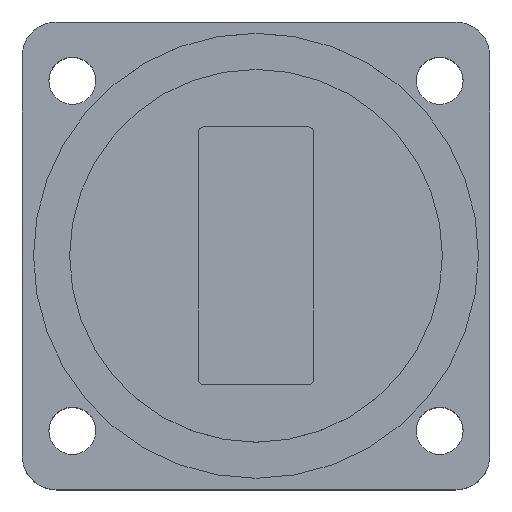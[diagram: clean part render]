
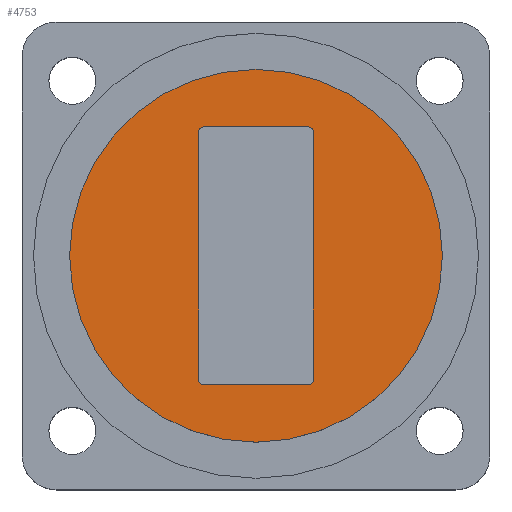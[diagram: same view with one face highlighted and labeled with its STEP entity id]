
A CAD part, top view. The second image highlights one B-rep face of the part: STEP entity #4753.
In plain terms, the highlighted planar face has unit normal (0, 0, 1).
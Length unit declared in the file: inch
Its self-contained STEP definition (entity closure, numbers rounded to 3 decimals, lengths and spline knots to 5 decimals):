
#9 = FACE_OUTER_BOUND ( 'NONE', #2064, .T. ) ;
#28 = ORIENTED_EDGE ( 'NONE', *, *, #3824, .T. ) ;
#42 = VERTEX_POINT ( 'NONE', #1945 ) ;
#173 = CARTESIAN_POINT ( 'NONE',  ( -0.2, 0.43031, 0.3937 ) ) ;
#224 = CARTESIAN_POINT ( 'NONE',  ( -0.18031, -0.43031, 0.3937 ) ) ;
#265 = CIRCLE ( 'NONE', #4325, 0.01969 ) ;
#412 = VERTEX_POINT ( 'NONE', #3876 ) ;
#431 = DIRECTION ( 'NONE',  ( 0., -1., 0. ) ) ;
#613 = DIRECTION ( 'NONE',  ( -1., 0., 0. ) ) ;
#659 = CARTESIAN_POINT ( 'NONE',  ( -0.2, -0.45, 0.3937 ) ) ;
#719 = EDGE_CURVE ( 'NONE', #4468, #3183, #3741, .T. ) ;
#722 = CARTESIAN_POINT ( 'NONE',  ( 0.18031, -0.43031, 0.3937 ) ) ;
#812 = EDGE_LOOP ( 'NONE', ( #2662, #28, #3649, #3640, #4095, #2219, #2023, #1488 ) ) ;
#909 = VECTOR ( 'NONE', #1537, 39.37008 ) ;
#1043 = VERTEX_POINT ( 'NONE', #1943 ) ;
#1046 = LINE ( 'NONE', #3041, #2209 ) ;
#1093 = VERTEX_POINT ( 'NONE', #3670 ) ;
#1118 = CARTESIAN_POINT ( 'NONE',  ( 0.2, -0.45, 0.3937 ) ) ;
#1119 = AXIS2_PLACEMENT_3D ( 'NONE', #1701, #2476, #3314 ) ;
#1174 = PLANE ( 'NONE',  #3986 ) ;
#1212 = AXIS2_PLACEMENT_3D ( 'NONE', #224, #4174, #2609 ) ;
#1256 = DIRECTION ( 'NONE',  ( 0., 0., -1. ) ) ;
#1286 = CIRCLE ( 'NONE', #1119, 0.64961 ) ;
#1435 = DIRECTION ( 'NONE',  ( -1., 0., 0. ) ) ;
#1488 = ORIENTED_EDGE ( 'NONE', *, *, #4157, .T. ) ;
#1497 = DIRECTION ( 'NONE',  ( -1., 0., 0. ) ) ;
#1537 = DIRECTION ( 'NONE',  ( 0., 1., 0. ) ) ;
#1679 = CARTESIAN_POINT ( 'NONE',  ( 0., 0., 0.3937 ) ) ;
#1681 = ORIENTED_EDGE ( 'NONE', *, *, #4796, .F. ) ;
#1683 = EDGE_CURVE ( 'NONE', #4056, #1043, #1046, .T. ) ;
#1700 = VERTEX_POINT ( 'NONE', #2656 ) ;
#1701 = CARTESIAN_POINT ( 'NONE',  ( 0., 0., 0.3937 ) ) ;
#1911 = DIRECTION ( 'NONE',  ( 0., 0., -1. ) ) ;
#1943 = CARTESIAN_POINT ( 'NONE',  ( -0.18031, 0.45, 0.3937 ) ) ;
#1945 = CARTESIAN_POINT ( 'NONE',  ( -0.18031, -0.45, 0.3937 ) ) ;
#2023 = ORIENTED_EDGE ( 'NONE', *, *, #719, .F. ) ;
#2064 = EDGE_LOOP ( 'NONE', ( #1681, #4979 ) ) ;
#2165 = AXIS2_PLACEMENT_3D ( 'NONE', #3938, #2254, #613 ) ;
#2202 = CARTESIAN_POINT ( 'NONE',  ( 0.18031, 0.45, 0.3937 ) ) ;
#2209 = VECTOR ( 'NONE', #3494, 39.37008 ) ;
#2219 = ORIENTED_EDGE ( 'NONE', *, *, #4414, .T. ) ;
#2236 = LINE ( 'NONE', #1118, #909 ) ;
#2254 = DIRECTION ( 'NONE',  ( 0., 0., -1. ) ) ;
#2327 = VECTOR ( 'NONE', #4676, 39.37008 ) ;
#2476 = DIRECTION ( 'NONE',  ( 0., 0., -1. ) ) ;
#2584 = AXIS2_PLACEMENT_3D ( 'NONE', #4355, #4802, #1497 ) ;
#2609 = DIRECTION ( 'NONE',  ( -1., 0., 0. ) ) ;
#2656 = CARTESIAN_POINT ( 'NONE',  ( 0.18031, -0.45, 0.3937 ) ) ;
#2662 = ORIENTED_EDGE ( 'NONE', *, *, #1683, .F. ) ;
#2674 = VERTEX_POINT ( 'NONE', #4224 ) ;
#2731 = CARTESIAN_POINT ( 'NONE',  ( 0.64961, 0., 0.3937 ) ) ;
#2900 = EDGE_CURVE ( 'NONE', #1093, #1700, #265, .T. ) ;
#2957 = VECTOR ( 'NONE', #2966, 39.37008 ) ;
#2966 = DIRECTION ( 'NONE',  ( 0., -1., 0. ) ) ;
#3041 = CARTESIAN_POINT ( 'NONE',  ( -0.2, 0.45, 0.3937 ) ) ;
#3183 = VERTEX_POINT ( 'NONE', #5108 ) ;
#3281 = EDGE_CURVE ( 'NONE', #1093, #2674, #2236, .T. ) ;
#3314 = DIRECTION ( 'NONE',  ( -1., 0., 0. ) ) ;
#3489 = DIRECTION ( 'NONE',  ( 0., 0., -1. ) ) ;
#3494 = DIRECTION ( 'NONE',  ( -1., 0., 0. ) ) ;
#3640 = ORIENTED_EDGE ( 'NONE', *, *, #2900, .T. ) ;
#3642 = CIRCLE ( 'NONE', #1212, 0.01969 ) ;
#3649 = ORIENTED_EDGE ( 'NONE', *, *, #3281, .F. ) ;
#3670 = CARTESIAN_POINT ( 'NONE',  ( 0.2, -0.43031, 0.3937 ) ) ;
#3741 = LINE ( 'NONE', #4978, #2957 ) ;
#3782 = EDGE_CURVE ( 'NONE', #42, #1700, #4701, .T. ) ;
#3824 = EDGE_CURVE ( 'NONE', #4056, #2674, #5045, .T. ) ;
#3876 = CARTESIAN_POINT ( 'NONE',  ( -0.64961, 0., 0.3937 ) ) ;
#3938 = CARTESIAN_POINT ( 'NONE',  ( 0.18031, 0.43031, 0.3937 ) ) ;
#3949 = DIRECTION ( 'NONE',  ( -1., 0., 0. ) ) ;
#3986 = AXIS2_PLACEMENT_3D ( 'NONE', #1679, #1256, #431 ) ;
#4041 = CIRCLE ( 'NONE', #2584, 0.01969 ) ;
#4056 = VERTEX_POINT ( 'NONE', #2202 ) ;
#4095 = ORIENTED_EDGE ( 'NONE', *, *, #3782, .F. ) ;
#4157 = EDGE_CURVE ( 'NONE', #4468, #1043, #4041, .T. ) ;
#4162 = AXIS2_PLACEMENT_3D ( 'NONE', #4290, #3489, #1435 ) ;
#4174 = DIRECTION ( 'NONE',  ( 0., 0., -1. ) ) ;
#4224 = CARTESIAN_POINT ( 'NONE',  ( 0.2, 0.43031, 0.3937 ) ) ;
#4290 = CARTESIAN_POINT ( 'NONE',  ( 0., 0., 0.3937 ) ) ;
#4325 = AXIS2_PLACEMENT_3D ( 'NONE', #722, #1911, #3949 ) ;
#4355 = CARTESIAN_POINT ( 'NONE',  ( -0.18031, 0.43031, 0.3937 ) ) ;
#4414 = EDGE_CURVE ( 'NONE', #42, #3183, #3642, .T. ) ;
#4468 = VERTEX_POINT ( 'NONE', #173 ) ;
#4676 = DIRECTION ( 'NONE',  ( 1., 0., 0. ) ) ;
#4701 = LINE ( 'NONE', #659, #2327 ) ;
#4733 = CIRCLE ( 'NONE', #4162, 0.64961 ) ;
#4753 = ADVANCED_FACE ( 'NONE', ( #4818, #9 ), #1174, .F. ) ;
#4796 = EDGE_CURVE ( 'NONE', #5077, #412, #1286, .T. ) ;
#4802 = DIRECTION ( 'NONE',  ( 0., 0., -1. ) ) ;
#4818 = FACE_BOUND ( 'NONE', #812, .T. ) ;
#4978 = CARTESIAN_POINT ( 'NONE',  ( -0.2, -0.45, 0.3937 ) ) ;
#4979 = ORIENTED_EDGE ( 'NONE', *, *, #4984, .F. ) ;
#4984 = EDGE_CURVE ( 'NONE', #412, #5077, #4733, .T. ) ;
#5045 = CIRCLE ( 'NONE', #2165, 0.01969 ) ;
#5077 = VERTEX_POINT ( 'NONE', #2731 ) ;
#5108 = CARTESIAN_POINT ( 'NONE',  ( -0.2, -0.43031, 0.3937 ) ) ;
